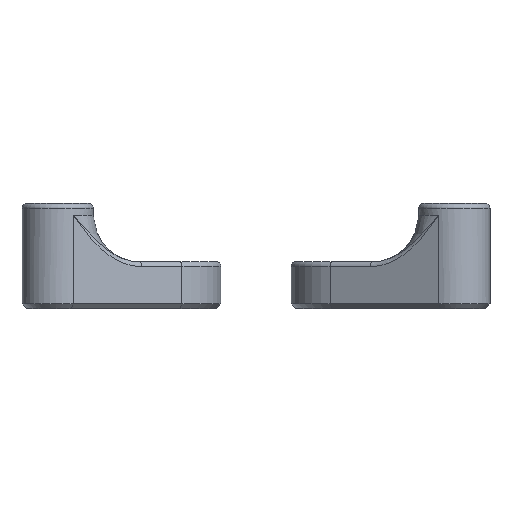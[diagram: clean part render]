
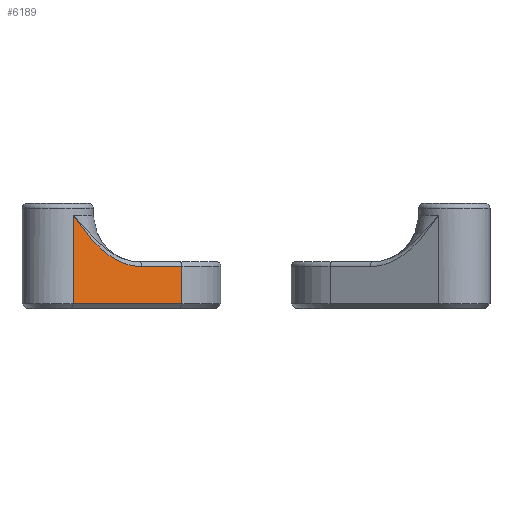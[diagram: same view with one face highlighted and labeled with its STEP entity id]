
A CAD part, front view. The second image highlights one B-rep face of the part: STEP entity #6189.
In plain terms, the highlighted planar face has unit normal (0.442, -0.897, 0).
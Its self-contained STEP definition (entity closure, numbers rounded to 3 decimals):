
#409=B_SPLINE_CURVE_WITH_KNOTS('',3,(#9449,#9450,#9451,#9452,#9453,#9454,
#9455,#9456,#9457,#9458),.UNSPECIFIED.,.F.,.F.,(4,2,1,1,1,1,4),(-0.001,
0.,0.163,0.326,0.489,0.652,
0.815),.UNSPECIFIED.);
#743=FACE_OUTER_BOUND('',#1122,.T.);
#1122=EDGE_LOOP('',(#4717,#4718,#4719,#4720,#4721));
#1625=LINE('',#9408,#2189);
#1634=LINE('',#9440,#2198);
#1636=LINE('',#9446,#2200);
#1637=LINE('',#9448,#2201);
#2189=VECTOR('',#7282,10.);
#2198=VECTOR('',#7317,10.);
#2200=VECTOR('',#7323,6.);
#2201=VECTOR('',#7324,10.);
#2755=VERTEX_POINT('',#9393);
#2760=VERTEX_POINT('',#9407);
#2770=VERTEX_POINT('',#9439);
#2772=VERTEX_POINT('',#9445);
#2773=VERTEX_POINT('',#9447);
#3458=EDGE_CURVE('',#2755,#2760,#1625,.T.);
#3475=EDGE_CURVE('',#2760,#2770,#1634,.T.);
#3478=EDGE_CURVE('',#2772,#2755,#1636,.T.);
#3479=EDGE_CURVE('',#2773,#2772,#1637,.T.);
#3480=EDGE_CURVE('',#2770,#2773,#409,.T.);
#4717=ORIENTED_EDGE('',*,*,#3458,.F.);
#4718=ORIENTED_EDGE('',*,*,#3478,.F.);
#4719=ORIENTED_EDGE('',*,*,#3479,.F.);
#4720=ORIENTED_EDGE('',*,*,#3480,.F.);
#4721=ORIENTED_EDGE('',*,*,#3475,.F.);
#5967=PLANE('',#6551);
#6189=ADVANCED_FACE('',(#743),#5967,.T.);
#6551=AXIS2_PLACEMENT_3D('',#9444,#7321,#7322);
#7282=DIRECTION('',(-0.897,-0.442,0.));
#7317=DIRECTION('',(0.,0.,1.));
#7321=DIRECTION('center_axis',(0.442,-0.897,0.));
#7322=DIRECTION('ref_axis',(0.897,0.442,0.));
#7323=DIRECTION('',(0.,0.,-1.));
#7324=DIRECTION('',(0.897,0.442,0.));
#9393=CARTESIAN_POINT('',(75.253,5.183,0.4));
#9407=CARTESIAN_POINT('',(65.949,0.599,0.4));
#9408=CARTESIAN_POINT('',(75.412,5.261,0.4));
#9439=CARTESIAN_POINT('',(65.949,0.599,8.));
#9440=CARTESIAN_POINT('',(65.949,0.599,0.));
#9444=CARTESIAN_POINT('Origin',(65.949,0.599,0.));
#9445=CARTESIAN_POINT('',(75.253,5.183,3.6));
#9446=CARTESIAN_POINT('',(75.253,5.183,0.));
#9447=CARTESIAN_POINT('',(71.81,3.486,3.6));
#9448=CARTESIAN_POINT('',(75.412,5.261,3.6));
#9449=CARTESIAN_POINT('Ctrl Pts',(65.949,0.599,8.));
#9450=CARTESIAN_POINT('Ctrl Pts',(65.951,0.6,7.997));
#9451=CARTESIAN_POINT('Ctrl Pts',(65.953,0.601,7.995));
#9452=CARTESIAN_POINT('Ctrl Pts',(66.253,0.749,7.563));
#9453=CARTESIAN_POINT('Ctrl Pts',(66.857,1.047,6.698));
#9454=CARTESIAN_POINT('Ctrl Pts',(67.845,1.533,5.499));
#9455=CARTESIAN_POINT('Ctrl Pts',(69.005,2.105,4.48));
#9456=CARTESIAN_POINT('Ctrl Pts',(70.34,2.762,3.777));
#9457=CARTESIAN_POINT('Ctrl Pts',(71.323,3.246,3.6));
#9458=CARTESIAN_POINT('Ctrl Pts',(71.81,3.486,3.6));
